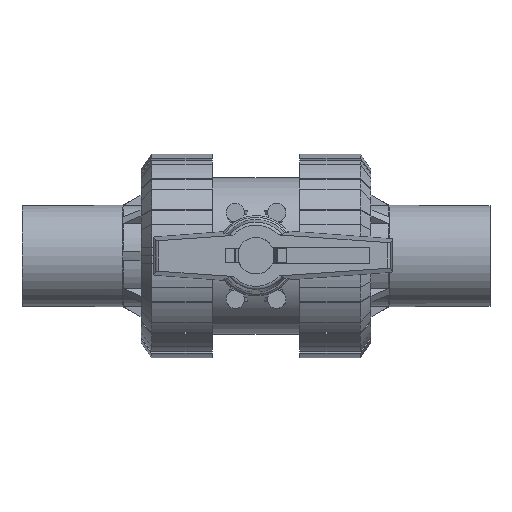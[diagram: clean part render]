
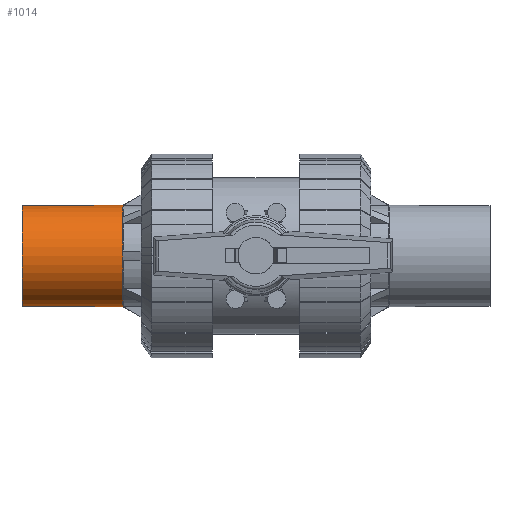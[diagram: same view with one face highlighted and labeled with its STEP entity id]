
A CAD part, top view. The second image highlights one B-rep face of the part: STEP entity #1014.
In plain terms, the highlighted free-form (B-spline) face has degree [8, 1] with [9, 2] control points.
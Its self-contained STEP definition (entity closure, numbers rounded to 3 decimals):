
#1014=ADVANCED_FACE('',(#2283),#2284,.T.);
#2283=FACE_OUTER_BOUND('',#4430,.T.);
#2284=B_SPLINE_SURFACE_WITH_KNOTS('',8,1,((#4431,#4432),(#4433,#4434),(#4435,#4436),(#4437,#4438),(#4439,#4440),(#4441,#4442),(#4443,#4444),(#4445,#4446),(#4447,#4448)),.UNSPECIFIED.,.F.,.F.,.F.,(9,9),(2,2),(-6.284,-3.141),(19844.974,19907.976),.UNSPECIFIED.);
#4430=EDGE_LOOP('',(#7377,#7378,#7379,#7380));
#4431=CARTESIAN_POINT('',(-146.001,31.5,64.469));
#4432=CARTESIAN_POINT('',(-82.999,31.6,64.468));
#4433=CARTESIAN_POINT('',(-146.001,31.512,76.846));
#4434=CARTESIAN_POINT('',(-82.999,31.612,76.886));
#4435=CARTESIAN_POINT('',(-146.001,25.967,89.23));
#4436=CARTESIAN_POINT('',(-82.999,26.049,89.308));
#4437=CARTESIAN_POINT('',(-146.001,14.865,98.706));
#4438=CARTESIAN_POINT('',(-82.999,14.912,98.815));
#4439=CARTESIAN_POINT('',(-146.001,-0.003,102.366));
#4440=CARTESIAN_POINT('',(-82.999,-0.003,102.486));
#4441=CARTESIAN_POINT('',(-146.001,-14.861,98.706));
#4442=CARTESIAN_POINT('',(-82.999,-14.908,98.815));
#4443=CARTESIAN_POINT('',(-146.001,-25.966,89.23));
#4444=CARTESIAN_POINT('',(-82.999,-26.049,89.308));
#4445=CARTESIAN_POINT('',(-146.001,-31.512,76.846));
#4446=CARTESIAN_POINT('',(-82.999,-31.612,76.886));
#4447=CARTESIAN_POINT('',(-146.001,-31.5,64.469));
#4448=CARTESIAN_POINT('',(-82.999,-31.6,64.468));
#7377=ORIENTED_EDGE('',*,*,#11365,.T.);
#7378=ORIENTED_EDGE('',*,*,#11356,.T.);
#7379=ORIENTED_EDGE('',*,*,#11367,.T.);
#7380=ORIENTED_EDGE('',*,*,#11369,.F.);
#11356=EDGE_CURVE('',#13652,#13653,#13654,.T.);
#11365=EDGE_CURVE('',#13665,#13652,#13666,.T.);
#11367=EDGE_CURVE('',#13653,#13667,#13669,.T.);
#11369=EDGE_CURVE('',#13665,#13667,#13671,.T.);
#13652=VERTEX_POINT('',#18058);
#13653=VERTEX_POINT('',#18059);
#13654=B_SPLINE_CURVE_WITH_KNOTS('',8,(#18060,#18061,#18062,#18063,#18064,#18065,#18066,#18067,#18068),.UNSPECIFIED.,.F.,.F.,(9,9),(0.,0.098),.UNSPECIFIED.);
#13665=VERTEX_POINT('',#18105);
#13666=LINE('',#18106,#18107);
#13667=VERTEX_POINT('',#18108);
#13669=LINE('',#18118,#18119);
#13671=B_SPLINE_CURVE_WITH_KNOTS('',8,(#18121,#18122,#18123,#18124,#18125,#18126,#18127,#18128,#18129),.UNSPECIFIED.,.F.,.F.,(9,9),(-6.283,-3.142),.UNSPECIFIED.);
#18058=CARTESIAN_POINT('',(-146.,31.5,64.5));
#18059=CARTESIAN_POINT('',(-146.,-31.5,64.5));
#18060=CARTESIAN_POINT('',(-146.,31.5,64.5));
#18061=CARTESIAN_POINT('',(-146.,31.5,76.87));
#18062=CARTESIAN_POINT('',(-146.,25.949,89.24));
#18063=CARTESIAN_POINT('',(-146.,14.852,98.703));
#18064=CARTESIAN_POINT('',(-146.,-0.003,102.356));
#18065=CARTESIAN_POINT('',(-146.,-14.848,98.703));
#18066=CARTESIAN_POINT('',(-146.,-25.949,89.24));
#18067=CARTESIAN_POINT('',(-146.,-31.5,76.87));
#18068=CARTESIAN_POINT('',(-146.,-31.5,64.5));
#18105=CARTESIAN_POINT('',(-83.,31.6,64.5));
#18106=CARTESIAN_POINT('',(-114.5,31.55,64.5));
#18107=VECTOR('',#23285,1000.0);
#18108=CARTESIAN_POINT('',(-83.,-31.6,64.5));
#18118=CARTESIAN_POINT('',(-114.5,-31.55,64.5));
#18119=VECTOR('',#23286,1000.0);
#18121=CARTESIAN_POINT('',(-83.,31.6,64.5));
#18122=CARTESIAN_POINT('',(-83.,31.6,76.909));
#18123=CARTESIAN_POINT('',(-83.,26.032,89.318));
#18124=CARTESIAN_POINT('',(-83.,14.899,98.811));
#18125=CARTESIAN_POINT('',(-83.,-0.003,102.476));
#18126=CARTESIAN_POINT('',(-83.,-14.895,98.811));
#18127=CARTESIAN_POINT('',(-83.,-26.031,89.318));
#18128=CARTESIAN_POINT('',(-83.,-31.6,76.909));
#18129=CARTESIAN_POINT('',(-83.,-31.6,64.5));
#23285=DIRECTION('',(-1.,-0.002,0.));
#23286=DIRECTION('',(1.,-0.002,0.));
